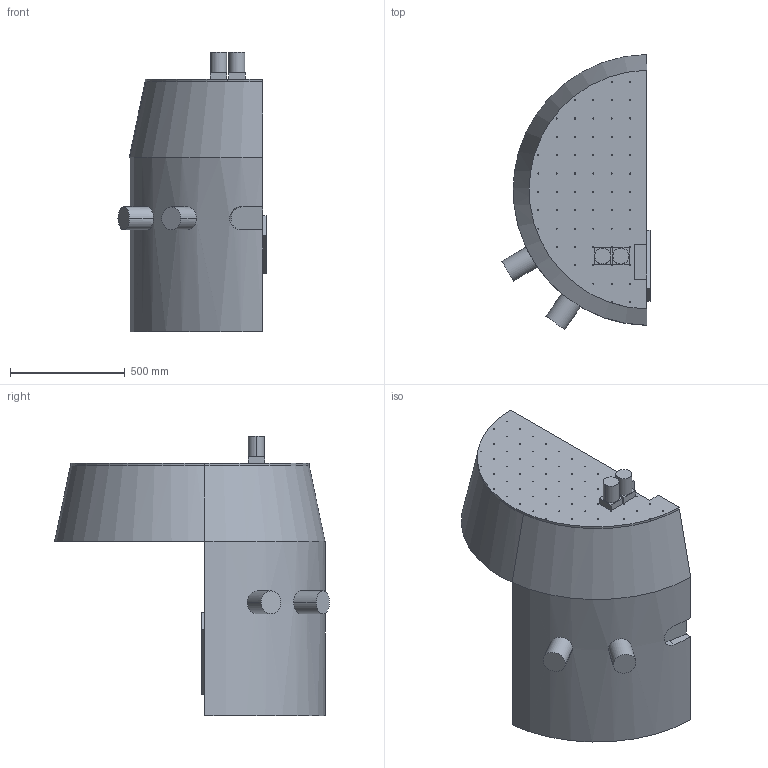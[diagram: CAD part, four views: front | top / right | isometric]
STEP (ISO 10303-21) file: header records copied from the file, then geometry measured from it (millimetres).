
FILE_DESCRIPTION (( 'STEP AP214' ), '1' );
FILE_NAME ('INST-0302.STEP', '2024-04-05T16:51:41', ( '' ), ( '' ), 'SwSTEP 2.0', 'SolidWorks 2023', '' );
FILE_SCHEMA (( 'AUTOMOTIVE_DESIGN' ));
Length unit declared in the file: millimetre
Products named in the file (1): INST-0302
Bounding box: 645.34 x 1198.68 x 1218.87 mm (x, y, z)
Volume: 338699923.6 mm3; surface area: 3597956.8 mm2
Topology: 1 solids, 1 shells, 230 faces, 477 edges, 317 vertices
Faces by surface type: cylinder 131, plane 96, bspline 3
Entity records: 7482 total; most frequent: CARTESIAN_POINT 2298, DIRECTION 1182, ORIENTED_EDGE 954, AXIS2_PLACEMENT_3D 487, EDGE_CURVE 477, VERTEX_POINT 317, EDGE_LOOP 298, CIRCLE 259
